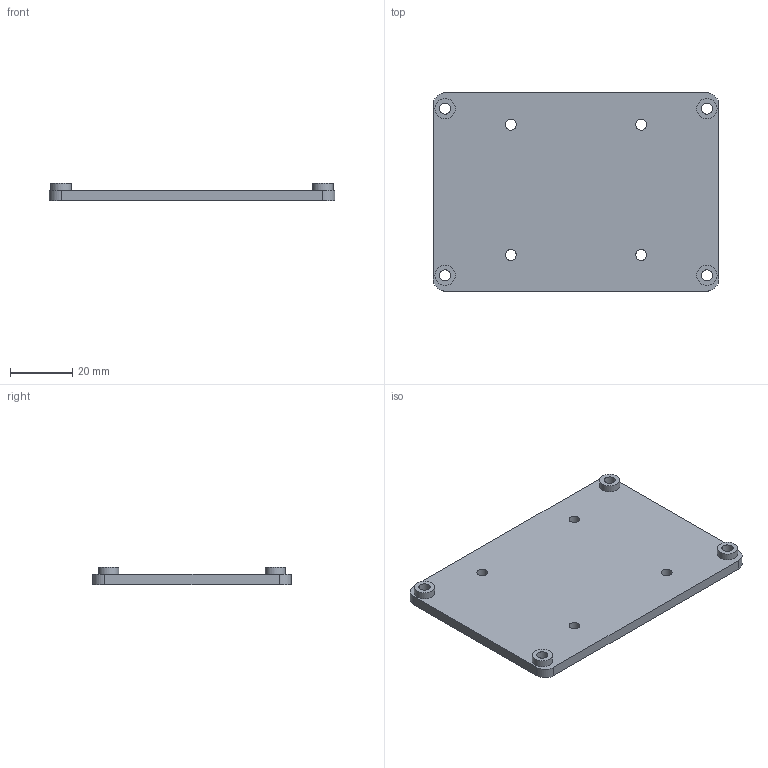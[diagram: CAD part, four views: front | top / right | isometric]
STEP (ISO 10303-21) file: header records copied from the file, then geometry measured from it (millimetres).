
FILE_DESCRIPTION(/* description */ (''),/* implementation_level */ '2;1');
FILE_NAME(/* name */ 'RPLIDAR S2 Mounting Plate v7.step',/* time_stamp */ '2022-12-09T20:37:39-06:00',/* author */ (''),/* organization */ (''),/* preprocessor_version */ 'ST-DEVELOPER v19.2',/* originating_system */ 'Autodesk Translation Framework v11.17.0.187',/* authorisation */ '');
FILE_SCHEMA (('AUTOMOTIVE_DESIGN { 1 0 10303 214 3 1 1 }'));
Length unit declared in the file: millimetre
Products named in the file (1): RPLIDAR S2 Mounting Plate
Bounding box: 91.4 x 63.5 x 5.6 mm (x, y, z)
Volume: 19066.4 mm3; surface area: 13008.6 mm2
Topology: 1 solids, 1 shells, 26 faces, 60 edges, 40 vertices
Faces by surface type: cylinder 16, plane 10
Full cylindrical faces by diameter (mm): 3.5 x4, 3.55 x4, 6.5 x4
Entity records: 821 total; most frequent: DIRECTION 146, CARTESIAN_POINT 127, ORIENTED_EDGE 120, EDGE_CURVE 60, AXIS2_PLACEMENT_3D 59, EDGE_LOOP 46, VERTEX_POINT 40, CIRCLE 32
